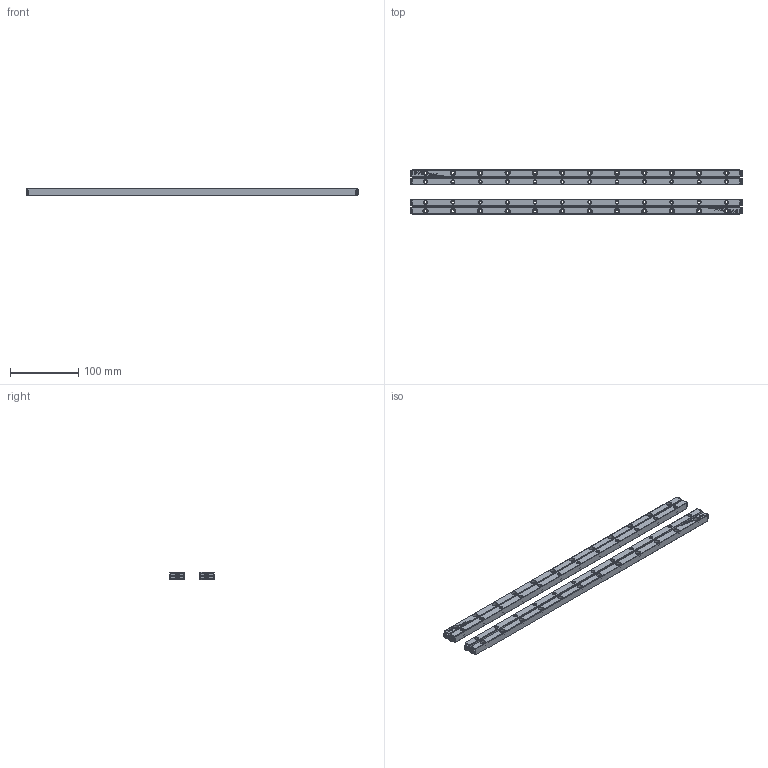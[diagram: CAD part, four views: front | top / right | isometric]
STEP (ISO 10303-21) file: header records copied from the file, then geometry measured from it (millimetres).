
FILE_DESCRIPTION(/* description */ (''),/* implementation_level */ '2;1');
FILE_NAME(/* name */ 'Set RSD-4480x47AA_stp_stp.stp',/* time_stamp */ '2025-05-27T14:04:55+02:00',/* author */ (''),/* organization */ (''),/* preprocessor_version */ 'ST-DEVELOPER v16.7',/* originating_system */ 'SIEMENS PLM Software NX 12.0',/* authorisation */ '');
FILE_SCHEMA (('AUTOMOTIVE_DESIGN { 1 0 10303 214 3 1 1 1 }'));
Products named in the file (1): Set RSD-4480x47AA_stp_stp
Bounding box: 485.4 x 64.98 x 11.63 mm (x, y, z)
Volume: 196487.5 mm3; surface area: 111693.9 mm2
Topology: 108 solids, 108 shells, 5018 faces, 12932 edges, 8318 vertices
Faces by surface type: plane 2736, cylinder 1542, cone 380, bspline 360
Full cylindrical faces by diameter (mm): 2.6 x8, 3 x8, 3.2 x8, 4 x94, 4.2 x48, 7.5 x48, 9 x8
Entity records: 158238 total; most frequent: CARTESIAN_POINT 30295, ORIENTED_EDGE 24232, DIRECTION 24154, EDGE_CURVE 12116, AXIS2_PLACEMENT_3D 8131, VERTEX_POINT 8096, LINE 7892, VECTOR 7892
